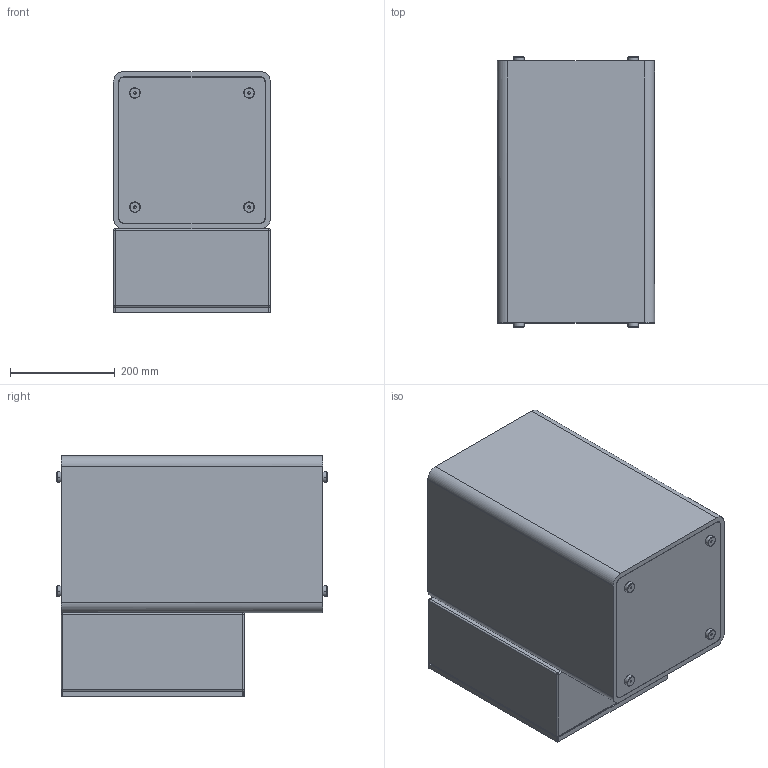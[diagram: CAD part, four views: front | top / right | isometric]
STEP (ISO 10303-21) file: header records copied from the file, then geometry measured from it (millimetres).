
FILE_DESCRIPTION(/* description */ (''),/* implementation_level */ '2;1');
FILE_NAME(/* name */ 'CGS10-B_UAP_CARGO_LightSeat_3D',/* time_stamp */ '2018-01-22T17:39:26-05:00',/* author */ (''),/* organization */ (''),/* preprocessor_version */ 'ST-DEVELOPER v15',/* originating_system */ '',/* authorisation */ '');
FILE_SCHEMA (('AUTOMOTIVE_DESIGN'));
Length unit declared in the file: millimetre
Products named in the file (1): Document
Bounding box: 300 x 516 x 460 mm (x, y, z)
Volume: 11053102.8 mm3; surface area: 2181860.5 mm2
Topology: 24 solids, 24 shells, 293 faces, 648 edges, 388 vertices
Faces by surface type: bspline 204, plane 89
Entity records: 8307 total; most frequent: CARTESIAN_POINT 4387, ORIENTED_EDGE 1248, EDGE_CURVE 624, VERTEX_POINT 388, EDGE_LOOP 348, ADVANCED_FACE 293, FACE_OUTER_BOUND 293, B_SPLINE_CURVE_WITH_KNOTS 117
